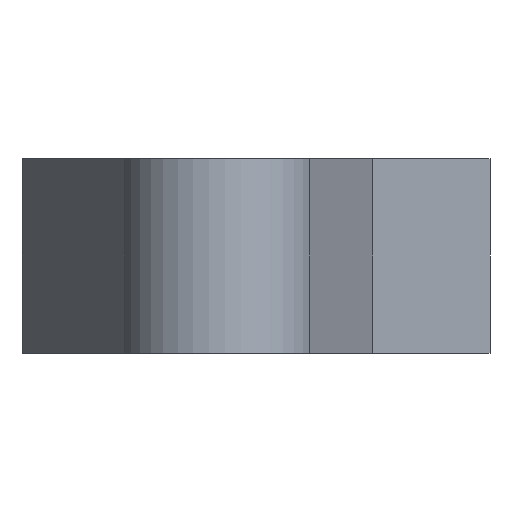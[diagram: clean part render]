
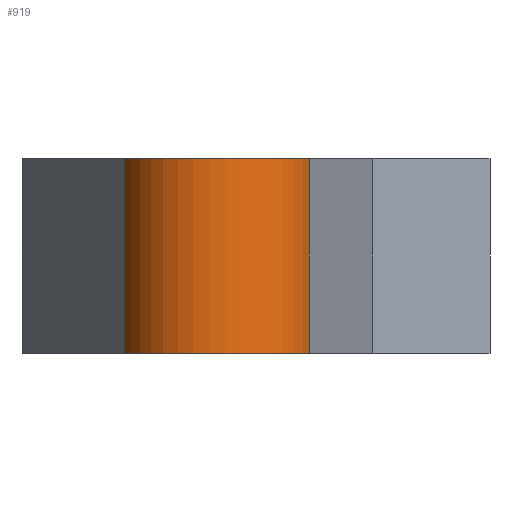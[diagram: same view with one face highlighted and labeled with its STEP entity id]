
A CAD part, left-side view. The second image highlights one B-rep face of the part: STEP entity #919.
In plain terms, the highlighted cylindrical face has radius 5 mm (diameter 10 mm), a partial arc.
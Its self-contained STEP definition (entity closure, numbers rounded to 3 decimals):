
#89 = DIRECTION ( 'NONE',  ( 0., 0., 1. ) ) ;
#102 = DIRECTION ( 'NONE',  ( 0., 0., 1. ) ) ;
#127 = VERTEX_POINT ( 'NONE', #686 ) ;
#176 = DIRECTION ( 'NONE',  ( 1., 0., 0. ) ) ;
#184 = DIRECTION ( 'NONE',  ( 1., 0., 0. ) ) ;
#211 = ORIENTED_EDGE ( 'NONE', *, *, #706, .T. ) ;
#222 = VERTEX_POINT ( 'NONE', #624 ) ;
#232 = CARTESIAN_POINT ( 'NONE',  ( -17.609, -4.734, 0. ) ) ;
#248 = CARTESIAN_POINT ( 'NONE',  ( -16., 0., 10. ) ) ;
#272 = EDGE_CURVE ( 'NONE', #127, #672, #361, .T. ) ;
#310 = CIRCLE ( 'NONE', #853, 5. ) ;
#353 = CARTESIAN_POINT ( 'NONE',  ( -17.598, 4.738, 10. ) ) ;
#361 = CIRCLE ( 'NONE', #882, 5. ) ;
#376 = DIRECTION ( 'NONE',  ( 0., 0., 1. ) ) ;
#381 = VERTEX_POINT ( 'NONE', #353 ) ;
#402 = AXIS2_PLACEMENT_3D ( 'NONE', #1065, #376, #184 ) ;
#431 = CARTESIAN_POINT ( 'NONE',  ( -17.609, -4.734, 0. ) ) ;
#452 = CYLINDRICAL_SURFACE ( 'NONE', #402, 5. ) ;
#490 = VECTOR ( 'NONE', #800, 1000. ) ;
#500 = DIRECTION ( 'NONE',  ( 0., 0., -1. ) ) ;
#520 = FACE_OUTER_BOUND ( 'NONE', #555, .T. ) ;
#532 = VECTOR ( 'NONE', #500, 1000. ) ;
#555 = EDGE_LOOP ( 'NONE', ( #692, #211, #1022, #935 ) ) ;
#624 = CARTESIAN_POINT ( 'NONE',  ( -17.609, -4.734, 10. ) ) ;
#658 = EDGE_CURVE ( 'NONE', #381, #222, #310, .T. ) ;
#672 = VERTEX_POINT ( 'NONE', #431 ) ;
#686 = CARTESIAN_POINT ( 'NONE',  ( -17.598, 4.738, 0. ) ) ;
#692 = ORIENTED_EDGE ( 'NONE', *, *, #658, .F. ) ;
#706 = EDGE_CURVE ( 'NONE', #381, #127, #977, .T. ) ;
#800 = DIRECTION ( 'NONE',  ( 0., 0., -1. ) ) ;
#853 = AXIS2_PLACEMENT_3D ( 'NONE', #248, #89, #176 ) ;
#882 = AXIS2_PLACEMENT_3D ( 'NONE', #1081, #102, #915 ) ;
#915 = DIRECTION ( 'NONE',  ( 1., 0., 0. ) ) ;
#919 = ADVANCED_FACE ( 'NONE', ( #520 ), #452, .T. ) ;
#935 = ORIENTED_EDGE ( 'NONE', *, *, #1119, .F. ) ;
#970 = CARTESIAN_POINT ( 'NONE',  ( -17.598, 4.738, 0. ) ) ;
#977 = LINE ( 'NONE', #970, #490 ) ;
#1022 = ORIENTED_EDGE ( 'NONE', *, *, #272, .T. ) ;
#1041 = LINE ( 'NONE', #232, #532 ) ;
#1065 = CARTESIAN_POINT ( 'NONE',  ( -16., 0., 0. ) ) ;
#1081 = CARTESIAN_POINT ( 'NONE',  ( -16., 0., 0. ) ) ;
#1119 = EDGE_CURVE ( 'NONE', #222, #672, #1041, .T. ) ;
